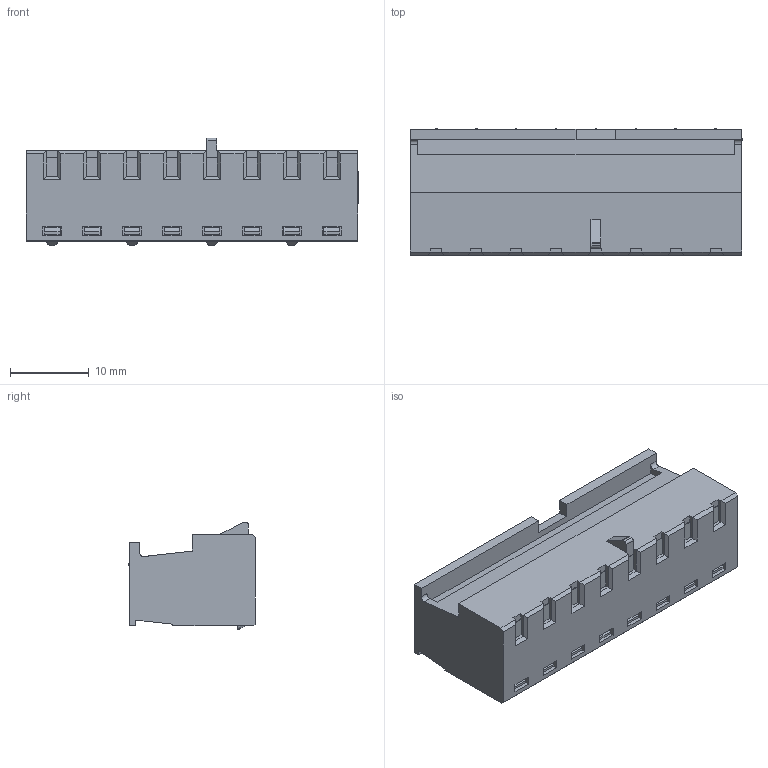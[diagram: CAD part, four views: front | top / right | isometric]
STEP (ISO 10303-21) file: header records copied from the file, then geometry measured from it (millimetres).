
FILE_DESCRIPTION( ('This file contains a STEP AP42 implementation' ,'as created by ZW3D STEP Interface translator.') ,'2;1' );
FILE_NAME( '2EDGKJ-5.08-08P.stp' ,'23 612.165630', (''), ('ZWCAD Software Co.'), 'Version 1.0', 'ZW3D to STEP translator', '' );
FILE_SCHEMA(('AUTOMOTIVE_DESIGN'));
Length unit declared in the file: millimetre
Products named in the file (1): 0
Bounding box: 42.24 x 16.1 x 13.65 mm (x, y, z)
Volume: 6583.2 mm3; surface area: 3465.4 mm2
Topology: 1 solids, 1 shells, 777 faces, 2105 edges, 1292 vertices
Faces by surface type: bspline 777
Entity records: 26066 total; most frequent: CARTESIAN_POINT 13230, ORIENTED_EDGE 4046, EDGE_CURVE 2023, B_SPLINE_CURVE_WITH_KNOTS 1636, VERTEX_POINT 1292, EDGE_LOOP 853, FACE_OUTER_BOUND 777, ADVANCED_FACE 777
